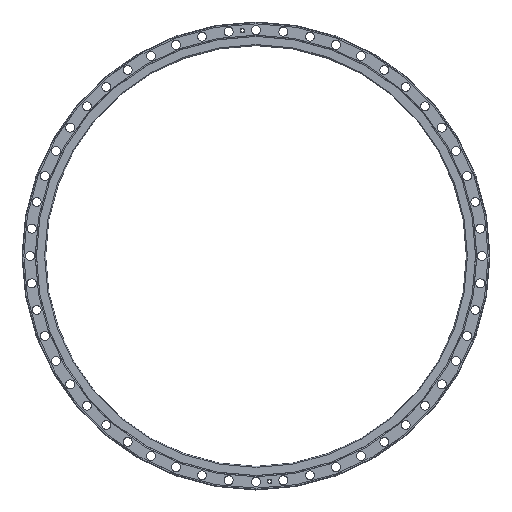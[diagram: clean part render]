
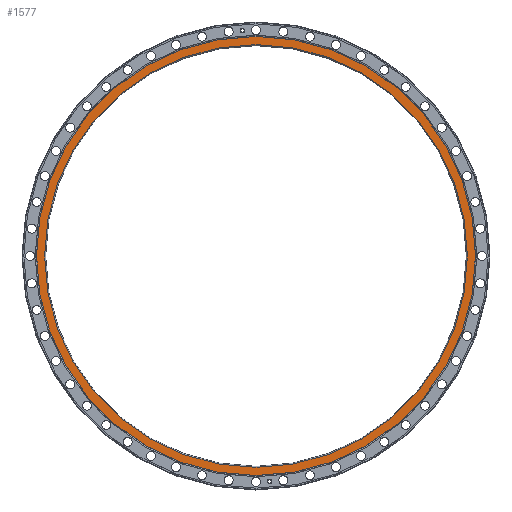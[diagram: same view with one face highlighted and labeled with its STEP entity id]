
A CAD part, top view. The second image highlights one B-rep face of the part: STEP entity #1577.
In plain terms, the highlighted planar face has unit normal (0, 0, 1).
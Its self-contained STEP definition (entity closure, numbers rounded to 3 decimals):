
#117 = PLANE ( 'NONE',  #1154 ) ;
#678 = ORIENTED_EDGE ( 'NONE', *, *, #1043, .F. ) ;
#868 = CIRCLE ( 'NONE', #2578, 417.466 ) ;
#918 = DIRECTION ( 'NONE',  ( 0., 0., -1. ) ) ;
#925 = CIRCLE ( 'NONE', #4465, 417.466 ) ;
#1005 = DIRECTION ( 'NONE',  ( 0., 0., 1. ) ) ;
#1017 = DIRECTION ( 'NONE',  ( 0., 0., 1. ) ) ;
#1043 = EDGE_CURVE ( 'NONE', #4137, #4570, #1705, .T. ) ;
#1095 = AXIS2_PLACEMENT_3D ( 'NONE', #1907, #4758, #2310 ) ;
#1154 = AXIS2_PLACEMENT_3D ( 'NONE', #4165, #918, #3794 ) ;
#1179 = FACE_OUTER_BOUND ( 'NONE', #4563, .T. ) ;
#1577 = ADVANCED_FACE ( 'NONE', ( #3627, #1179 ), #117, .F. ) ;
#1658 = VERTEX_POINT ( 'NONE', #3452 ) ;
#1666 = EDGE_CURVE ( 'NONE', #5135, #1658, #925, .T. ) ;
#1705 = CIRCLE ( 'NONE', #3952, 402. ) ;
#1822 = CARTESIAN_POINT ( 'NONE',  ( 402., 0., 0. ) ) ;
#1907 = CARTESIAN_POINT ( 'NONE',  ( 0., 0., 0. ) ) ;
#2310 = DIRECTION ( 'NONE',  ( 1., 0., 0. ) ) ;
#2421 = EDGE_LOOP ( 'NONE', ( #2457, #678 ) ) ;
#2425 = DIRECTION ( 'NONE',  ( 0., 0., 1. ) ) ;
#2457 = ORIENTED_EDGE ( 'NONE', *, *, #2879, .F. ) ;
#2578 = AXIS2_PLACEMENT_3D ( 'NONE', #4857, #2425, #5250 ) ;
#2700 = EDGE_CURVE ( 'NONE', #1658, #5135, #868, .T. ) ;
#2879 = EDGE_CURVE ( 'NONE', #4570, #4137, #5069, .T. ) ;
#3094 = ORIENTED_EDGE ( 'NONE', *, *, #1666, .T. ) ;
#3452 = CARTESIAN_POINT ( 'NONE',  ( -417.466, 0., 0. ) ) ;
#3463 = CARTESIAN_POINT ( 'NONE',  ( 0., 0., 0. ) ) ;
#3481 = CARTESIAN_POINT ( 'NONE',  ( 0., 0., 0. ) ) ;
#3583 = CARTESIAN_POINT ( 'NONE',  ( -402., 0., 0. ) ) ;
#3627 = FACE_BOUND ( 'NONE', #2421, .T. ) ;
#3674 = CARTESIAN_POINT ( 'NONE',  ( 417.466, 0., 0. ) ) ;
#3794 = DIRECTION ( 'NONE',  ( -1., 0., 0. ) ) ;
#3878 = DIRECTION ( 'NONE',  ( 1., 0., 0. ) ) ;
#3900 = DIRECTION ( 'NONE',  ( 1., 0., 0. ) ) ;
#3952 = AXIS2_PLACEMENT_3D ( 'NONE', #3481, #1017, #3900 ) ;
#4137 = VERTEX_POINT ( 'NONE', #3583 ) ;
#4165 = CARTESIAN_POINT ( 'NONE',  ( 0., 402., 0. ) ) ;
#4275 = ORIENTED_EDGE ( 'NONE', *, *, #2700, .T. ) ;
#4465 = AXIS2_PLACEMENT_3D ( 'NONE', #3463, #1005, #3878 ) ;
#4563 = EDGE_LOOP ( 'NONE', ( #4275, #3094 ) ) ;
#4570 = VERTEX_POINT ( 'NONE', #1822 ) ;
#4758 = DIRECTION ( 'NONE',  ( 0., 0., 1. ) ) ;
#4857 = CARTESIAN_POINT ( 'NONE',  ( 0., 0., 0. ) ) ;
#5069 = CIRCLE ( 'NONE', #1095, 402. ) ;
#5135 = VERTEX_POINT ( 'NONE', #3674 ) ;
#5250 = DIRECTION ( 'NONE',  ( 1., 0., 0. ) ) ;
